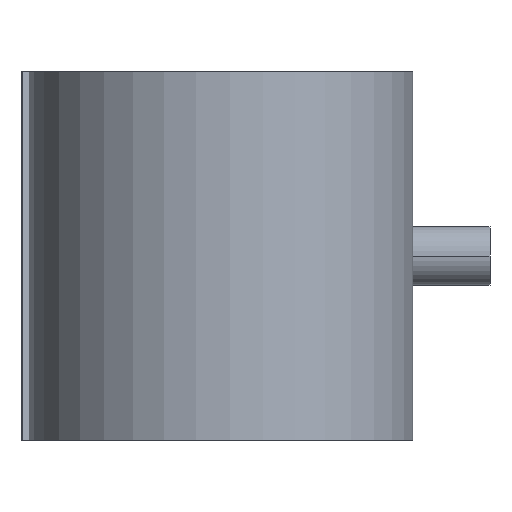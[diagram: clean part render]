
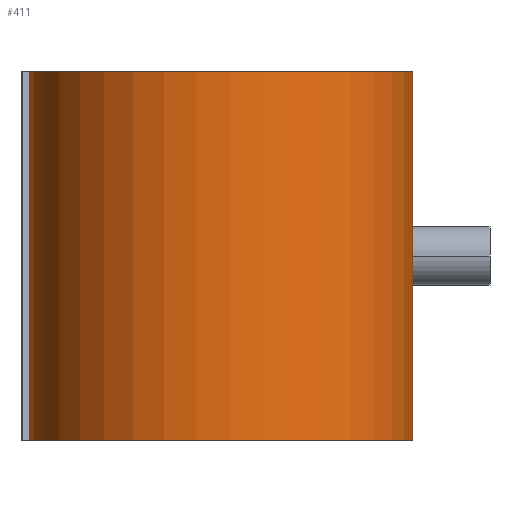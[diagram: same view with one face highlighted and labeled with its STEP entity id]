
A CAD part, front view. The second image highlights one B-rep face of the part: STEP entity #411.
In plain terms, the highlighted cylindrical face has radius 104.267 mm (diameter 208.533 mm), a partial arc.
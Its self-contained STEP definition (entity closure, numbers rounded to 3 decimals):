
#279 = EDGE_CURVE( '', #567, #303, #713, .T. );
#303 = VERTEX_POINT( '', #741 );
#367 = EDGE_CURVE( '', #435, #635, #812, .T. );
#411 = ADVANCED_FACE( '', ( #860 ), #861, .T. );
#435 = VERTEX_POINT( '', #890 );
#481 = EDGE_CURVE( '', #567, #435, #943, .T. );
#567 = VERTEX_POINT( '', #1038 );
#629 = EDGE_CURVE( '', #635, #303, #1104, .T. );
#635 = VERTEX_POINT( '', #1110 );
#713 = CIRCLE( '', #1235, 104.267 );
#741 = CARTESIAN_POINT( '', ( 104.156, 4.8, 100. ) );
#812 = CIRCLE( '', #1494, 104.267 );
#860 = FACE_OUTER_BOUND( '', #1611, .T. );
#861 = CYLINDRICAL_SURFACE( '', #1612, 104.267 );
#890 = CARTESIAN_POINT( '', ( -104.156, -4.8, -100. ) );
#943 = LINE( '', #1813, #1814 );
#1038 = CARTESIAN_POINT( '', ( -104.156, -4.8, 100. ) );
#1104 = LINE( '', #2202, #2203 );
#1110 = CARTESIAN_POINT( '', ( 104.156, 4.8, -100. ) );
#1235 = AXIS2_PLACEMENT_3D( '', #2297, #2298, #2299 );
#1494 = AXIS2_PLACEMENT_3D( '', #2421, #2422, #2423 );
#1611 = EDGE_LOOP( '', ( #2487, #2488, #2489, #2490 ) );
#1612 = AXIS2_PLACEMENT_3D( '', #2491, #2492, #2493 );
#1813 = CARTESIAN_POINT( '', ( -104.156, -4.8, 100. ) );
#1814 = VECTOR( '', #2592, 1. );
#2202 = CARTESIAN_POINT( '', ( 104.156, 4.8, 100. ) );
#2203 = VECTOR( '', #2760, 1. );
#2297 = CARTESIAN_POINT( '', ( 0., 0., 100. ) );
#2298 = DIRECTION( '', ( 0., 0., 1. ) );
#2299 = DIRECTION( '', ( -0.999, -0.046, 0. ) );
#2421 = CARTESIAN_POINT( '', ( 0., 0., -100. ) );
#2422 = DIRECTION( '', ( 0., 0., 1. ) );
#2423 = DIRECTION( '', ( -0.999, -0.046, 0. ) );
#2487 = ORIENTED_EDGE( '', *, *, #629, .T. );
#2488 = ORIENTED_EDGE( '', *, *, #279, .F. );
#2489 = ORIENTED_EDGE( '', *, *, #481, .T. );
#2490 = ORIENTED_EDGE( '', *, *, #367, .T. );
#2491 = CARTESIAN_POINT( '', ( 0., 0., 100. ) );
#2492 = DIRECTION( '', ( 0., 0., 1. ) );
#2493 = DIRECTION( '', ( -0.999, -0.046, 0. ) );
#2592 = DIRECTION( '', ( 0., 0., -1. ) );
#2760 = DIRECTION( '', ( 0., 0., 1. ) );
